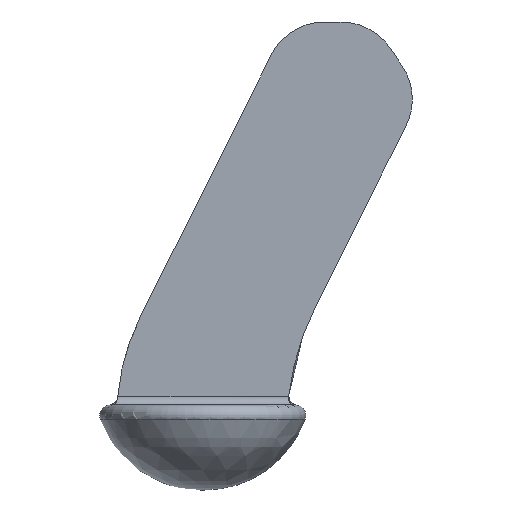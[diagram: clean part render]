
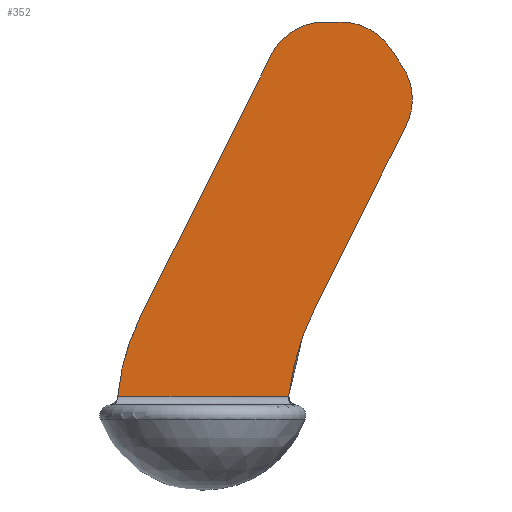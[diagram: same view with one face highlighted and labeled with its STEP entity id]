
A CAD part, front view. The second image highlights one B-rep face of the part: STEP entity #352.
In plain terms, the highlighted planar face has unit normal (0, -1, 0).
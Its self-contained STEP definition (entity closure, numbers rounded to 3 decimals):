
#28=CIRCLE('',#392,62.);
#29=CIRCLE('',#393,14.);
#30=CIRCLE('',#394,14.);
#31=CIRCLE('',#395,14.);
#44=PLANE('',#391);
#55=FACE_OUTER_BOUND('',#78,.T.);
#78=EDGE_LOOP('',(#255,#256,#257,#258,#259,#260,#261,#262,#263,#264));
#100=B_SPLINE_CURVE_WITH_KNOTS('',3,(#1000,#1001,#1002,#1003,#1004,#1005),
 .UNSPECIFIED.,.F.,.F.,(4,2,4),(0.036,0.994,1.993),
 .UNSPECIFIED.);
#118=LINE('',#998,#138);
#119=LINE('',#1007,#139);
#120=LINE('',#1011,#140);
#121=LINE('',#1015,#141);
#122=LINE('',#1019,#142);
#138=VECTOR('',#442,10.);
#139=VECTOR('',#443,10.);
#140=VECTOR('',#446,10.);
#141=VECTOR('',#449,10.);
#142=VECTOR('',#452,10.);
#164=VERTEX_POINT('',#996);
#165=VERTEX_POINT('',#997);
#166=VERTEX_POINT('',#999);
#167=VERTEX_POINT('',#1006);
#168=VERTEX_POINT('',#1008);
#169=VERTEX_POINT('',#1010);
#170=VERTEX_POINT('',#1012);
#171=VERTEX_POINT('',#1014);
#172=VERTEX_POINT('',#1016);
#173=VERTEX_POINT('',#1018);
#199=EDGE_CURVE('',#164,#165,#118,.T.);
#200=EDGE_CURVE('',#166,#164,#100,.T.);
#201=EDGE_CURVE('',#167,#166,#119,.T.);
#202=EDGE_CURVE('',#167,#168,#28,.F.);
#203=EDGE_CURVE('',#168,#169,#120,.T.);
#204=EDGE_CURVE('',#170,#169,#29,.T.);
#205=EDGE_CURVE('',#170,#171,#121,.T.);
#206=EDGE_CURVE('',#172,#171,#30,.T.);
#207=EDGE_CURVE('',#173,#172,#122,.T.);
#208=EDGE_CURVE('',#165,#173,#31,.T.);
#255=ORIENTED_EDGE('',*,*,#199,.F.);
#256=ORIENTED_EDGE('',*,*,#200,.F.);
#257=ORIENTED_EDGE('',*,*,#201,.F.);
#258=ORIENTED_EDGE('',*,*,#202,.T.);
#259=ORIENTED_EDGE('',*,*,#203,.T.);
#260=ORIENTED_EDGE('',*,*,#204,.F.);
#261=ORIENTED_EDGE('',*,*,#205,.T.);
#262=ORIENTED_EDGE('',*,*,#206,.F.);
#263=ORIENTED_EDGE('',*,*,#207,.F.);
#264=ORIENTED_EDGE('',*,*,#208,.F.);
#352=ADVANCED_FACE('',(#55),#44,.T.);
#391=AXIS2_PLACEMENT_3D('',#995,#440,#441);
#392=AXIS2_PLACEMENT_3D('',#1009,#444,#445);
#393=AXIS2_PLACEMENT_3D('',#1013,#447,#448);
#394=AXIS2_PLACEMENT_3D('',#1017,#450,#451);
#395=AXIS2_PLACEMENT_3D('',#1020,#453,#454);
#440=DIRECTION('center_axis',(0.,-1.,0.));
#441=DIRECTION('ref_axis',(1.,0.,0.));
#442=DIRECTION('',(0.447,0.,0.894));
#443=DIRECTION('',(-1.,0.,0.));
#444=DIRECTION('center_axis',(0.,-1.,0.));
#445=DIRECTION('ref_axis',(-0.997,0.,0.081));
#446=DIRECTION('',(0.447,0.,0.894));
#447=DIRECTION('center_axis',(0.,1.,0.));
#448=DIRECTION('ref_axis',(0.998,0.,0.062));
#449=DIRECTION('',(-0.555,0.,0.832));
#450=DIRECTION('center_axis',(0.,1.,0.));
#451=DIRECTION('ref_axis',(0.472,0.,0.882));
#452=DIRECTION('',(1.,0.,0.));
#453=DIRECTION('center_axis',(0.,1.,0.));
#454=DIRECTION('ref_axis',(-0.526,0.,0.851));
#995=CARTESIAN_POINT('Origin',(0.304,-5.,-15.319));
#996=CARTESIAN_POINT('',(5.656,-5.,5.385));
#997=CARTESIAN_POINT('',(36.435,-5.,66.942));
#998=CARTESIAN_POINT('',(0.304,-5.,-5.319));
#999=CARTESIAN_POINT('',(0.329,-5.,-13.319));
#1000=CARTESIAN_POINT('Ctrl Pts',(0.329,-5.,-13.319));
#1001=CARTESIAN_POINT('Ctrl Pts',(0.62,-5.,-10.138));
#1002=CARTESIAN_POINT('Ctrl Pts',(1.2,-5.,-6.991));
#1003=CARTESIAN_POINT('Ctrl Pts',(2.963,-5.,-0.709));
#1004=CARTESIAN_POINT('Ctrl Pts',(4.167,-5.,2.406));
#1005=CARTESIAN_POINT('Ctrl Pts',(5.656,-5.,5.385));
#1006=CARTESIAN_POINT('',(40.501,-5.,-13.319));
#1007=CARTESIAN_POINT('',(10.304,-5.,-13.319));
#1008=CARTESIAN_POINT('',(46.644,-5.,7.361));
#1009=CARTESIAN_POINT('Origin',(102.099,-5.,-20.366));
#1010=CARTESIAN_POINT('',(68.1,-5.,50.272));
#1011=CARTESIAN_POINT('',(40.304,-5.,-5.319));
#1012=CARTESIAN_POINT('',(67.226,-5.,64.299));
#1013=CARTESIAN_POINT('Origin',(55.578,-5.,56.533));
#1014=CARTESIAN_POINT('',(64.461,-5.,68.447));
#1015=CARTESIAN_POINT('',(77.557,-5.,48.802));
#1016=CARTESIAN_POINT('',(52.812,-5.,74.681));
#1017=CARTESIAN_POINT('Origin',(52.812,-5.,60.681));
#1018=CARTESIAN_POINT('',(48.957,-5.,74.681));
#1019=CARTESIAN_POINT('',(80.304,-5.,74.681));
#1020=CARTESIAN_POINT('Origin',(48.957,-5.,60.681));
